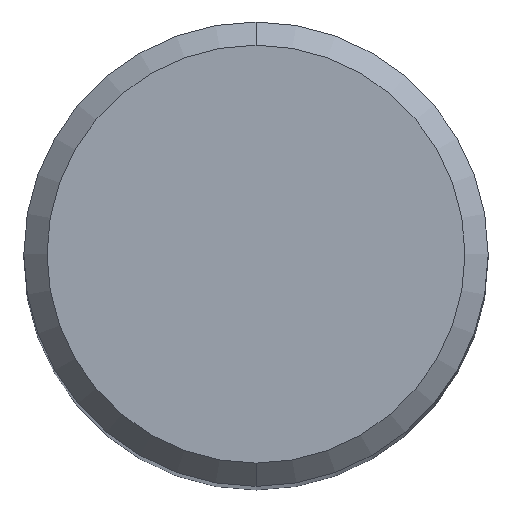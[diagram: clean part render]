
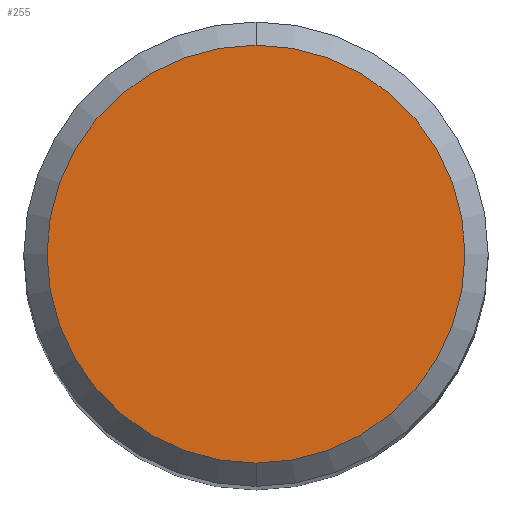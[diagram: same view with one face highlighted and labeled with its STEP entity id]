
A CAD part, top view. The second image highlights one B-rep face of the part: STEP entity #255.
In plain terms, the highlighted planar face has unit normal (0, 0, 1).
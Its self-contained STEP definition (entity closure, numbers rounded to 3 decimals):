
#231=EDGE_CURVE('',#345,#357,#544,.T.);
#255=ADVANCED_FACE('',(#571),#572,.T.);
#301=EDGE_CURVE('',#357,#345,#623,.T.);
#345=VERTEX_POINT('',#673);
#357=VERTEX_POINT('',#686);
#544=CIRCLE('',#1008,3.6);
#571=FACE_OUTER_BOUND('',#1047,.T.);
#572=PLANE('',#1048);
#623=CIRCLE('',#1142,3.6);
#673=CARTESIAN_POINT('',(0.0,3.6,0.0));
#686=CARTESIAN_POINT('',(0.,-3.6,0.0));
#1008=AXIS2_PLACEMENT_3D('',#1525,#1526,#1527);
#1047=EDGE_LOOP('',(#1561,#1562));
#1048=AXIS2_PLACEMENT_3D('',#1563,#1564,#1565);
#1142=AXIS2_PLACEMENT_3D('',#1621,#1622,#1623);
#1525=CARTESIAN_POINT('',(0.0,0.0,0.0));
#1526=DIRECTION('',(0.0,0.0,-1.0));
#1527=DIRECTION('',(0.0,1.0,0.0));
#1561=ORIENTED_EDGE('',*,*,#231,.F.);
#1562=ORIENTED_EDGE('',*,*,#301,.F.);
#1563=CARTESIAN_POINT('',(0.0,1.8,0.0));
#1564=DIRECTION('',(-0.0,0.0,1.0));
#1565=DIRECTION('',(0.0,-1.0,0.0));
#1621=CARTESIAN_POINT('',(0.0,0.0,0.0));
#1622=DIRECTION('',(0.0,0.0,-1.0));
#1623=DIRECTION('',(0.0,1.0,0.0));
